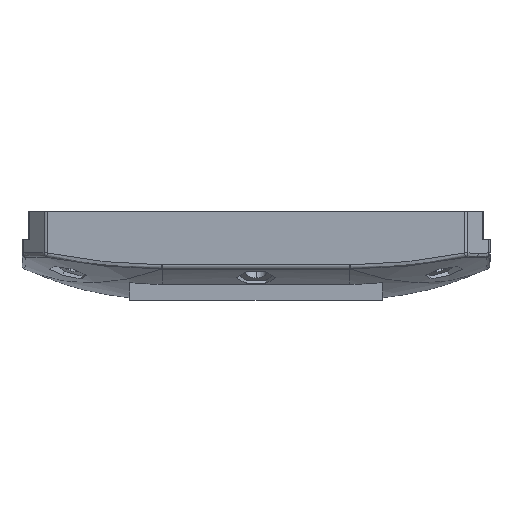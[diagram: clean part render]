
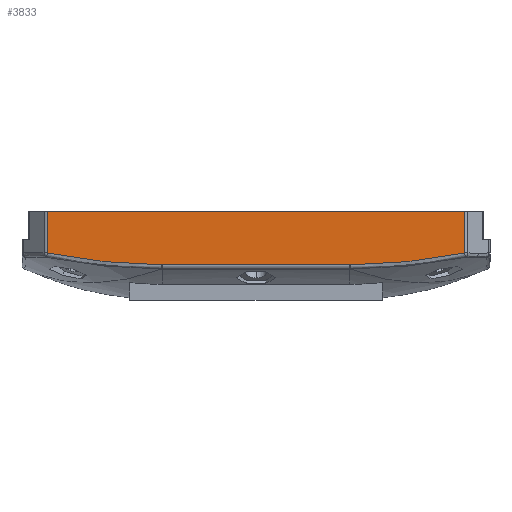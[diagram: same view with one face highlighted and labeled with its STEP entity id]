
A CAD part, front view. The second image highlights one B-rep face of the part: STEP entity #3833.
In plain terms, the highlighted planar face has unit normal (0, -1, 0).
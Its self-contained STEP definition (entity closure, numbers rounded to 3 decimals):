
#28 =( BOUNDED_CURVE ( )  B_SPLINE_CURVE ( 3, ( #541, #3936, #6263, #10450 ),
 .UNSPECIFIED., .F., .F. ) 
 B_SPLINE_CURVE_WITH_KNOTS ( ( 4, 4 ),
 ( 1.92, 2.174 ),
 .UNSPECIFIED. ) 
 CURVE ( )  GEOMETRIC_REPRESENTATION_ITEM ( )  RATIONAL_B_SPLINE_CURVE ( ( 1., 0.995, 0.995, 1. ) ) 
 REPRESENTATION_ITEM ( '' )  );
#53 = LINE ( 'NONE', #355, #896 ) ;
#153 = CARTESIAN_POINT ( 'NONE',  ( 20.195, -30., -0.373 ) ) ;
#355 = CARTESIAN_POINT ( 'NONE',  ( -44.586, -30., 11. ) ) ;
#410 = CARTESIAN_POINT ( 'NONE',  ( 36.297, -30., 0.497 ) ) ;
#541 = CARTESIAN_POINT ( 'NONE',  ( -44.586, -30., 2.15 ) ) ;
#545 = DIRECTION ( 'NONE',  ( 1., 0., 0. ) ) ;
#654 = ORIENTED_EDGE ( 'NONE', *, *, #5174, .T. ) ;
#896 = VECTOR ( 'NONE', #3421, 1000. ) ;
#1235 = CARTESIAN_POINT ( 'NONE',  ( -44.586, -30., 2.15 ) ) ;
#1267 = ORIENTED_EDGE ( 'NONE', *, *, #3977, .T. ) ;
#1377 = ORIENTED_EDGE ( 'NONE', *, *, #11846, .T. ) ;
#1542 = VERTEX_POINT ( 'NONE', #4354 ) ;
#2091 = DIRECTION ( 'NONE',  ( 0., -1., 0. ) ) ;
#2340 = PLANE ( 'NONE',  #6732 ) ;
#2482 = LINE ( 'NONE', #11465, #9151 ) ;
#2843 = FACE_OUTER_BOUND ( 'NONE', #11989, .T. ) ;
#3125 = VERTEX_POINT ( 'NONE', #4552 ) ;
#3307 = DIRECTION ( 'NONE',  ( 0., 0., 1. ) ) ;
#3421 = DIRECTION ( 'NONE',  ( 1., 0., 0. ) ) ;
#3626 = ORIENTED_EDGE ( 'NONE', *, *, #8945, .T. ) ;
#3636 = DIRECTION ( 'NONE',  ( 0., 0., -1. ) ) ;
#3646 = ORIENTED_EDGE ( 'NONE', *, *, #13008, .T. ) ;
#3697 = ORIENTED_EDGE ( 'NONE', *, *, #4812, .T. ) ;
#3833 = ADVANCED_FACE ( 'NONE', ( #2843 ), #2340, .F. ) ;
#3936 = CARTESIAN_POINT ( 'NONE',  ( -36.297, -30., 0.497 ) ) ;
#3977 = EDGE_CURVE ( 'NONE', #6527, #4178, #5085, .T. ) ;
#4178 = VERTEX_POINT ( 'NONE', #4367 ) ;
#4354 = CARTESIAN_POINT ( 'NONE',  ( 44.586, -30., 11. ) ) ;
#4367 = CARTESIAN_POINT ( 'NONE',  ( 44.586, -30., 2.15 ) ) ;
#4462 = LINE ( 'NONE', #8846, #5485 ) ;
#4552 = CARTESIAN_POINT ( 'NONE',  ( -20.195, -30., -0.373 ) ) ;
#4812 = EDGE_CURVE ( 'NONE', #10302, #3125, #28, .T. ) ;
#5085 =( BOUNDED_CURVE ( )  B_SPLINE_CURVE ( 3, ( #5758, #5853, #410, #7974 ),
 .UNSPECIFIED., .F., .T. ) 
 B_SPLINE_CURVE_WITH_KNOTS ( ( 4, 4 ),
 ( 0.968, 1.222 ),
 .UNSPECIFIED. ) 
 CURVE ( )  GEOMETRIC_REPRESENTATION_ITEM ( )  RATIONAL_B_SPLINE_CURVE ( ( 1., 0.995, 0.995, 1. ) ) 
 REPRESENTATION_ITEM ( '' )  );
#5174 = EDGE_CURVE ( 'NONE', #4178, #1542, #4462, .T. ) ;
#5243 = EDGE_CURVE ( 'NONE', #3125, #8469, #8066, .T. ) ;
#5278 = CARTESIAN_POINT ( 'NONE',  ( -20., -30., 62.236 ) ) ;
#5485 = VECTOR ( 'NONE', #3307, 1000. ) ;
#5567 = DIRECTION ( 'NONE',  ( 0., 0., 1. ) ) ;
#5758 = CARTESIAN_POINT ( 'NONE',  ( 20.195, -30., -0.373 ) ) ;
#5853 = CARTESIAN_POINT ( 'NONE',  ( 28.123, -30., -0.348 ) ) ;
#5986 = CARTESIAN_POINT ( 'NONE',  ( -44.586, -30., 11. ) ) ;
#6218 = CARTESIAN_POINT ( 'NONE',  ( 20., -30., -0.373 ) ) ;
#6263 = CARTESIAN_POINT ( 'NONE',  ( -28.123, -30., -0.348 ) ) ;
#6381 = DIRECTION ( 'NONE',  ( 0., -1., 0. ) ) ;
#6527 = VERTEX_POINT ( 'NONE', #153 ) ;
#6529 = CARTESIAN_POINT ( 'NONE',  ( 20., -30., 62.236 ) ) ;
#6732 = AXIS2_PLACEMENT_3D ( 'NONE', #10031, #14224, #5567 ) ;
#7337 = DIRECTION ( 'NONE',  ( 0., 0., 1. ) ) ;
#7493 = DIRECTION ( 'NONE',  ( 0., 0., 1. ) ) ;
#7726 = ORIENTED_EDGE ( 'NONE', *, *, #5243, .T. ) ;
#7974 = CARTESIAN_POINT ( 'NONE',  ( 44.586, -30., 2.15 ) ) ;
#8066 = CIRCLE ( 'NONE', #10090, 62.61 ) ;
#8290 = CIRCLE ( 'NONE', #11438, 62.61 ) ;
#8469 = VERTEX_POINT ( 'NONE', #9257 ) ;
#8846 = CARTESIAN_POINT ( 'NONE',  ( 44.586, -30., 15. ) ) ;
#8945 = EDGE_CURVE ( 'NONE', #8469, #13635, #2482, .T. ) ;
#9151 = VECTOR ( 'NONE', #545, 1000. ) ;
#9257 = CARTESIAN_POINT ( 'NONE',  ( -20., -30., -0.373 ) ) ;
#9605 = ORIENTED_EDGE ( 'NONE', *, *, #13869, .F. ) ;
#10031 = CARTESIAN_POINT ( 'NONE',  ( -50., -30., 15. ) ) ;
#10090 = AXIS2_PLACEMENT_3D ( 'NONE', #5278, #2091, #7337 ) ;
#10191 = CARTESIAN_POINT ( 'NONE',  ( -44.586, -30., 1.447 ) ) ;
#10302 = VERTEX_POINT ( 'NONE', #1235 ) ;
#10450 = CARTESIAN_POINT ( 'NONE',  ( -20.195, -30., -0.373 ) ) ;
#11205 = VECTOR ( 'NONE', #3636, 1000. ) ;
#11438 = AXIS2_PLACEMENT_3D ( 'NONE', #6529, #6381, #7493 ) ;
#11465 = CARTESIAN_POINT ( 'NONE',  ( 20.417, -30., -0.373 ) ) ;
#11709 = LINE ( 'NONE', #10191, #11205 ) ;
#11846 = EDGE_CURVE ( 'NONE', #13635, #6527, #8290, .T. ) ;
#11989 = EDGE_LOOP ( 'NONE', ( #654, #9605, #3646, #3697, #7726, #3626, #1377, #1267 ) ) ;
#12909 = VERTEX_POINT ( 'NONE', #5986 ) ;
#13008 = EDGE_CURVE ( 'NONE', #12909, #10302, #11709, .T. ) ;
#13635 = VERTEX_POINT ( 'NONE', #6218 ) ;
#13869 = EDGE_CURVE ( 'NONE', #12909, #1542, #53, .T. ) ;
#14224 = DIRECTION ( 'NONE',  ( 0., 1., 0. ) ) ;
